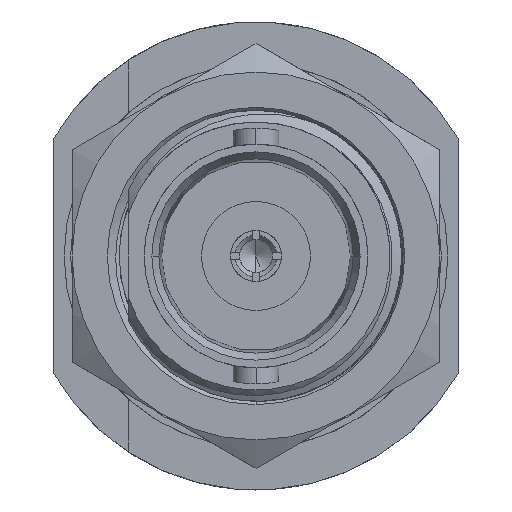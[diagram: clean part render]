
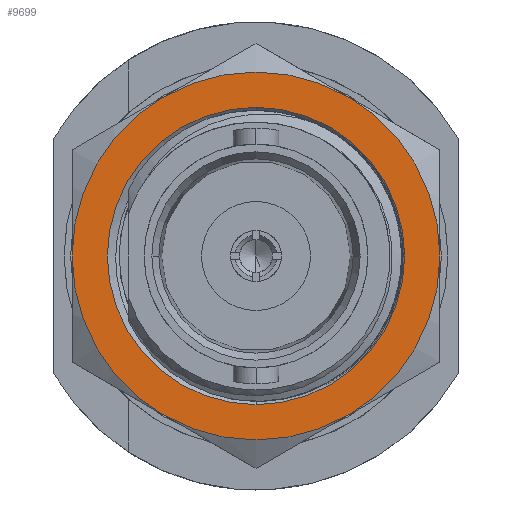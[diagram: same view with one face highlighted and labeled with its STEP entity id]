
A CAD part, left-side view. The second image highlights one B-rep face of the part: STEP entity #9699.
In plain terms, the highlighted planar face has unit normal (-1, 0, 0).
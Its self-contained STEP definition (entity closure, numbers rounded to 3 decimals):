
#1422=CARTESIAN_POINT('',(11.751,0.,0.));
#1423=DIRECTION('',(-1.,0.,0.));
#1424=DIRECTION('',(0.,0.,-1.));
#1425=AXIS2_PLACEMENT_3D('',#1422,#1423,#1424);
#1568=CARTESIAN_POINT('',(11.751,0.,0.));
#1569=DIRECTION('',(-1.,0.,0.));
#1570=DIRECTION('',(0.,0.,1.));
#1571=AXIS2_PLACEMENT_3D('',#1568,#1569,#1570);
#1590=CARTESIAN_POINT('',(11.751,0.,0.));
#1591=DIRECTION('',(1.,0.,0.));
#1592=DIRECTION('',(0.,-0.5,0.866));
#1593=AXIS2_PLACEMENT_3D('',#1590,#1591,#1592);
#1595=CARTESIAN_POINT('',(11.751,0.,0.));
#1596=DIRECTION('',(1.,0.,0.));
#1597=DIRECTION('',(0.,-1.,0.));
#1598=AXIS2_PLACEMENT_3D('',#1595,#1596,#1597);
#1600=CARTESIAN_POINT('',(11.751,0.,0.));
#1601=DIRECTION('',(1.,0.,0.));
#1602=DIRECTION('',(0.,0.5,-0.866));
#1603=AXIS2_PLACEMENT_3D('',#1600,#1601,#1602);
#1605=CARTESIAN_POINT('',(11.751,0.,0.));
#1606=DIRECTION('',(1.,0.,0.));
#1607=DIRECTION('',(0.,1.,0.));
#1608=AXIS2_PLACEMENT_3D('',#1605,#1606,#1607);
#1610=CARTESIAN_POINT('',(11.751,0.,0.));
#1611=DIRECTION('',(-1.,0.,0.));
#1612=DIRECTION('',(0.,-0.5,0.866));
#1613=AXIS2_PLACEMENT_3D('',#1610,#1611,#1612);
#5809=CARTESIAN_POINT('',(11.751,0.,0.));
#5810=DIRECTION('',(-1.,0.,0.));
#5811=DIRECTION('',(0.,0.5,-0.866));
#5812=AXIS2_PLACEMENT_3D('',#5809,#5810,#5811);
#7816=CARTESIAN_POINT('',(11.751,0.,-6.414));
#7817=CARTESIAN_POINT('',(11.751,0.,6.414));
#7818=VERTEX_POINT('',#7816);
#7819=VERTEX_POINT('',#7817);
#7823=CARTESIAN_POINT('',(11.751,-3.969,6.874));
#7824=CARTESIAN_POINT('',(11.751,-7.938,0.));
#7825=VERTEX_POINT('',#7823);
#7826=VERTEX_POINT('',#7824);
#7827=CARTESIAN_POINT('',(11.751,-3.969,-6.874));
#7828=VERTEX_POINT('',#7827);
#7829=CARTESIAN_POINT('',(11.751,3.969,-6.874));
#7830=CARTESIAN_POINT('',(11.751,7.938,0.));
#7831=VERTEX_POINT('',#7829);
#7832=VERTEX_POINT('',#7830);
#7833=CARTESIAN_POINT('',(11.751,3.969,6.874));
#7834=VERTEX_POINT('',#7833);
#9676=CARTESIAN_POINT('',(11.751,0.,0.));
#9677=DIRECTION('',(1.,0.,0.));
#9678=DIRECTION('',(0.,0.,-1.));
#9679=AXIS2_PLACEMENT_3D('',#9676,#9677,#9678);
#9680=PLANE('',#9679);
#9682=ORIENTED_EDGE('',*,*,#9681,.F.);
#9684=ORIENTED_EDGE('',*,*,#9683,.T.);
#9686=ORIENTED_EDGE('',*,*,#9685,.T.);
#9688=ORIENTED_EDGE('',*,*,#9687,.F.);
#9690=ORIENTED_EDGE('',*,*,#9689,.T.);
#9692=ORIENTED_EDGE('',*,*,#9691,.T.);
#9693=EDGE_LOOP('',(#9682,#9684,#9686,#9688,#9690,#9692));
#9694=FACE_OUTER_BOUND('',#9693,.F.);
#9695=ORIENTED_EDGE('',*,*,#9666,.T.);
#9696=ORIENTED_EDGE('',*,*,#9545,.T.);
#9697=EDGE_LOOP('',(#9695,#9696));
#9698=FACE_BOUND('',#9697,.F.);
#9699=ADVANCED_FACE('',(#9694,#9698),#9680,.F.);
#1426=CIRCLE('',#1425,6.414);
#1572=CIRCLE('',#1571,6.414);
#1594=CIRCLE('',#1593,7.938);
#1599=CIRCLE('',#1598,7.938);
#1604=CIRCLE('',#1603,7.938);
#1609=CIRCLE('',#1608,7.938);
#1614=CIRCLE('',#1613,7.938);
#5813=CIRCLE('',#5812,7.938);
#9545=EDGE_CURVE('',#7818,#7819,#1426,.T.);
#9666=EDGE_CURVE('',#7819,#7818,#1572,.T.);
#9681=EDGE_CURVE('',#7825,#7834,#1614,.T.);
#9683=EDGE_CURVE('',#7825,#7826,#1594,.T.);
#9685=EDGE_CURVE('',#7826,#7828,#1599,.T.);
#9687=EDGE_CURVE('',#7831,#7828,#5813,.T.);
#9689=EDGE_CURVE('',#7831,#7832,#1604,.T.);
#9691=EDGE_CURVE('',#7832,#7834,#1609,.T.);
